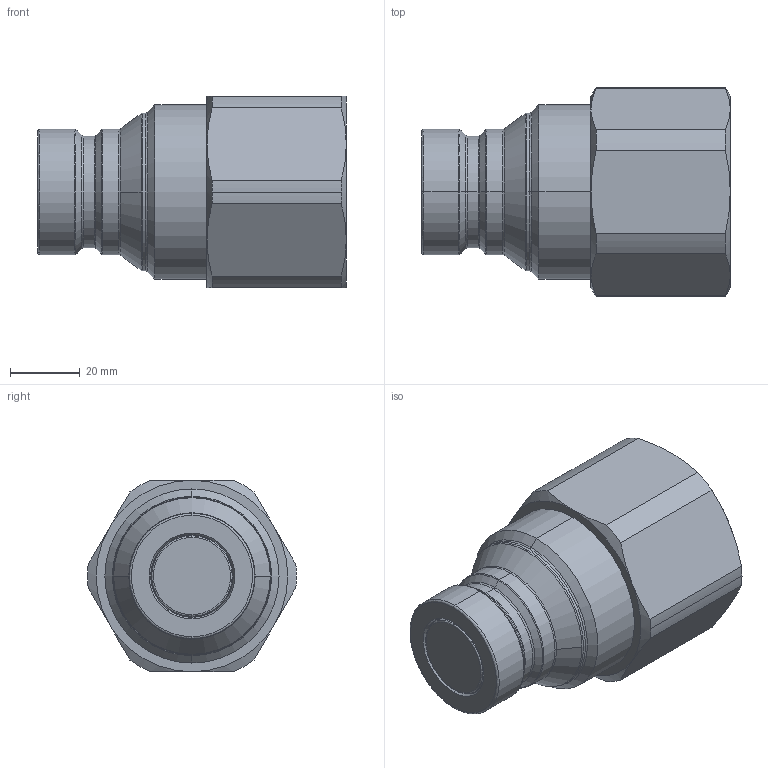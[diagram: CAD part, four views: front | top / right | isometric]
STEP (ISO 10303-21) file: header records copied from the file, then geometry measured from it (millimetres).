
FILE_DESCRIPTION (( 'STEP AP214' ), '1' );
FILE_NAME ('IF10020 RV.STEP', '2012-07-23T13:26:16', ( 'admin' ), ( 'Microsoft' ), 'SwSTEP 2.0', 'SolidWorks 2009', '' );
FILE_SCHEMA (( 'AUTOMOTIVE_DESIGN' ));
Length unit declared in the file: millimetre
Products named in the file (1): IF10020 RV
Bounding box: 88.6 x 59.98 x 55 mm (x, y, z)
Volume: 107266.7 mm3; surface area: 35945.8 mm2
Topology: 2 solids, 3 shells, 229 faces, 557 edges, 334 vertices
Faces by surface type: cone 70, cylinder 70, bspline 57, plane 32
Entity records: 8859 total; most frequent: CARTESIAN_POINT 3593, DIRECTION 1146, ORIENTED_EDGE 1114, EDGE_CURVE 557, AXIS2_PLACEMENT_3D 492, VERTEX_POINT 334, CIRCLE 319, EDGE_LOOP 241
